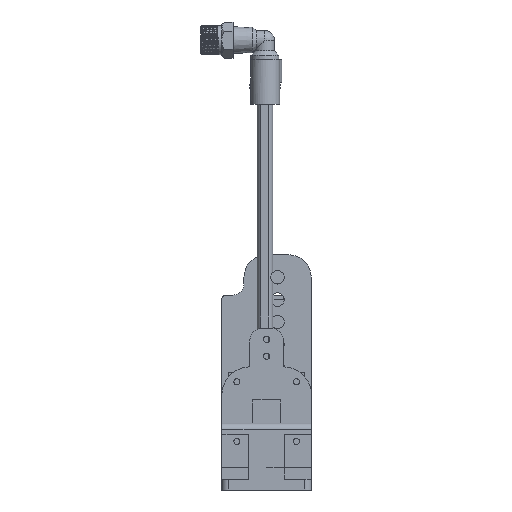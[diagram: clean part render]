
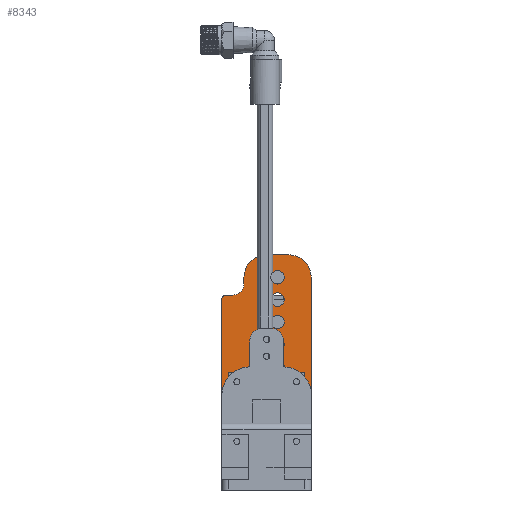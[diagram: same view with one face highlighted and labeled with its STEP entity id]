
A CAD part, left-side view. The second image highlights one B-rep face of the part: STEP entity #8343.
In plain terms, the highlighted face is planar.
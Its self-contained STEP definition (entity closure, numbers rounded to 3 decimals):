
#512=FACE_BOUND('',#1680,.T.);
#513=FACE_BOUND('',#1681,.T.);
#514=FACE_BOUND('',#1682,.T.);
#515=FACE_BOUND('',#1683,.T.);
#516=FACE_BOUND('',#1684,.T.);
#742=PLANE('',#9183);
#1080=FACE_OUTER_BOUND('',#1679,.T.);
#1679=EDGE_LOOP('',(#7063,#7064,#7065,#7066,#7067,#7068,#7069,#7070,#7071,
#7072,#7073,#7074,#7075,#7076));
#1680=EDGE_LOOP('',(#7077));
#1681=EDGE_LOOP('',(#7078));
#1682=EDGE_LOOP('',(#7079));
#1683=EDGE_LOOP('',(#7080));
#1684=EDGE_LOOP('',(#7081));
#2388=LINE('',#14165,#3047);
#2394=LINE('',#14180,#3053);
#2398=LINE('',#14191,#3057);
#2402=LINE('',#14200,#3061);
#2406=LINE('',#14210,#3065);
#2411=LINE('',#14229,#3070);
#2412=LINE('',#14231,#3071);
#2413=LINE('',#14235,#3072);
#2414=LINE('',#14239,#3073);
#2415=LINE('',#14241,#3074);
#3047=VECTOR('',#10976,10.);
#3053=VECTOR('',#10990,10.);
#3057=VECTOR('',#11000,10.);
#3061=VECTOR('',#11008,10.);
#3065=VECTOR('',#11016,10.);
#3070=VECTOR('',#11039,10.);
#3071=VECTOR('',#11040,10.);
#3072=VECTOR('',#11043,10.);
#3073=VECTOR('',#11046,10.);
#3074=VECTOR('',#11049,10.);
#3471=CIRCLE('',#9165,2.);
#3476=CIRCLE('',#9176,3.05);
#3477=CIRCLE('',#9178,3.05);
#3478=CIRCLE('',#9180,3.05);
#3479=CIRCLE('',#9182,3.05);
#3480=CIRCLE('',#9184,10.);
#3481=CIRCLE('',#9185,10.);
#3482=CIRCLE('',#9186,5.);
#3483=CIRCLE('',#9187,3.05);
#4124=VERTEX_POINT('',#14162);
#4125=VERTEX_POINT('',#14164);
#4126=VERTEX_POINT('',#14168);
#4130=VERTEX_POINT('',#14178);
#4133=VERTEX_POINT('',#14188);
#4134=VERTEX_POINT('',#14190);
#4137=VERTEX_POINT('',#14198);
#4141=VERTEX_POINT('',#14208);
#4142=VERTEX_POINT('',#14212);
#4143=VERTEX_POINT('',#14216);
#4144=VERTEX_POINT('',#14220);
#4145=VERTEX_POINT('',#14224);
#4146=VERTEX_POINT('',#14228);
#4147=VERTEX_POINT('',#14230);
#4148=VERTEX_POINT('',#14232);
#4149=VERTEX_POINT('',#14234);
#4150=VERTEX_POINT('',#14236);
#4151=VERTEX_POINT('',#14238);
#4152=VERTEX_POINT('',#14242);
#5131=EDGE_CURVE('',#4125,#4124,#2388,.T.);
#5134=EDGE_CURVE('',#4124,#4126,#3471,.T.);
#5139=EDGE_CURVE('',#4130,#4126,#2394,.T.);
#5144=EDGE_CURVE('',#4134,#4133,#2398,.T.);
#5149=EDGE_CURVE('',#4137,#4133,#2402,.T.);
#5154=EDGE_CURVE('',#4137,#4141,#2406,.T.);
#5156=EDGE_CURVE('',#4142,#4142,#3476,.T.);
#5158=EDGE_CURVE('',#4143,#4143,#3477,.T.);
#5160=EDGE_CURVE('',#4144,#4144,#3478,.T.);
#5162=EDGE_CURVE('',#4145,#4145,#3479,.T.);
#5163=EDGE_CURVE('',#4141,#4146,#2411,.T.);
#5164=EDGE_CURVE('',#4146,#4147,#2412,.T.);
#5165=EDGE_CURVE('',#4147,#4148,#3480,.T.);
#5166=EDGE_CURVE('',#4148,#4149,#2413,.T.);
#5167=EDGE_CURVE('',#4149,#4150,#3481,.T.);
#5168=EDGE_CURVE('',#4150,#4151,#2414,.T.);
#5169=EDGE_CURVE('',#4151,#4125,#3482,.T.);
#5170=EDGE_CURVE('',#4134,#4130,#2415,.T.);
#5171=EDGE_CURVE('',#4152,#4152,#3483,.T.);
#7063=ORIENTED_EDGE('',*,*,#5149,.F.);
#7064=ORIENTED_EDGE('',*,*,#5154,.T.);
#7065=ORIENTED_EDGE('',*,*,#5163,.T.);
#7066=ORIENTED_EDGE('',*,*,#5164,.T.);
#7067=ORIENTED_EDGE('',*,*,#5165,.T.);
#7068=ORIENTED_EDGE('',*,*,#5166,.T.);
#7069=ORIENTED_EDGE('',*,*,#5167,.T.);
#7070=ORIENTED_EDGE('',*,*,#5168,.T.);
#7071=ORIENTED_EDGE('',*,*,#5169,.T.);
#7072=ORIENTED_EDGE('',*,*,#5131,.T.);
#7073=ORIENTED_EDGE('',*,*,#5134,.T.);
#7074=ORIENTED_EDGE('',*,*,#5139,.F.);
#7075=ORIENTED_EDGE('',*,*,#5170,.F.);
#7076=ORIENTED_EDGE('',*,*,#5144,.T.);
#7077=ORIENTED_EDGE('',*,*,#5171,.T.);
#7078=ORIENTED_EDGE('',*,*,#5162,.T.);
#7079=ORIENTED_EDGE('',*,*,#5160,.T.);
#7080=ORIENTED_EDGE('',*,*,#5158,.T.);
#7081=ORIENTED_EDGE('',*,*,#5156,.T.);
#8343=ADVANCED_FACE('',(#1080,#512,#513,#514,#515,#516),#742,.T.);
#9165=AXIS2_PLACEMENT_3D('',#14170,#10981,#10982);
#9176=AXIS2_PLACEMENT_3D('',#14214,#11020,#11021);
#9178=AXIS2_PLACEMENT_3D('',#14218,#11025,#11026);
#9180=AXIS2_PLACEMENT_3D('',#14222,#11030,#11031);
#9182=AXIS2_PLACEMENT_3D('',#14226,#11035,#11036);
#9183=AXIS2_PLACEMENT_3D('',#14227,#11037,#11038);
#9184=AXIS2_PLACEMENT_3D('',#14233,#11041,#11042);
#9185=AXIS2_PLACEMENT_3D('',#14237,#11044,#11045);
#9186=AXIS2_PLACEMENT_3D('',#14240,#11047,#11048);
#9187=AXIS2_PLACEMENT_3D('',#14243,#11050,#11051);
#10976=DIRECTION('',(1.,0.,0.));
#10981=DIRECTION('center_axis',(0.,1.,0.));
#10982=DIRECTION('ref_axis',(0.,0.,1.));
#10990=DIRECTION('',(0.,0.,1.));
#11000=DIRECTION('',(0.,0.,1.));
#11008=DIRECTION('',(1.,0.,0.));
#11016=DIRECTION('',(0.,0.,-1.));
#11020=DIRECTION('center_axis',(0.,-1.,0.));
#11021=DIRECTION('ref_axis',(1.,0.,0.));
#11025=DIRECTION('center_axis',(0.,-1.,0.));
#11026=DIRECTION('ref_axis',(1.,0.,0.));
#11030=DIRECTION('center_axis',(0.,-1.,0.));
#11031=DIRECTION('ref_axis',(1.,0.,0.));
#11035=DIRECTION('center_axis',(0.,-1.,0.));
#11036=DIRECTION('ref_axis',(1.,0.,0.));
#11037=DIRECTION('center_axis',(0.,1.,0.));
#11038=DIRECTION('ref_axis',(1.,0.,0.));
#11039=DIRECTION('',(-1.,0.,0.));
#11040=DIRECTION('',(0.,0.,1.));
#11041=DIRECTION('center_axis',(0.,1.,0.));
#11042=DIRECTION('ref_axis',(0.,0.,1.));
#11043=DIRECTION('',(1.,0.,0.));
#11044=DIRECTION('center_axis',(0.,1.,0.));
#11045=DIRECTION('ref_axis',(1.,0.,0.));
#11046=DIRECTION('',(0.,0.,-1.));
#11047=DIRECTION('center_axis',(0.,-1.,0.));
#11048=DIRECTION('ref_axis',(0.,0.,-1.));
#11049=DIRECTION('',(1.,0.,0.));
#11050=DIRECTION('center_axis',(0.,-1.,0.));
#11051=DIRECTION('ref_axis',(1.,0.,0.));
#14162=CARTESIAN_POINT('',(38.,0.,82.));
#14164=CARTESIAN_POINT('',(35.,0.,82.));
#14165=CARTESIAN_POINT('',(22.25,0.,82.));
#14168=CARTESIAN_POINT('',(40.,0.,80.));
#14170=CARTESIAN_POINT('Origin',(38.,0.,80.));
#14178=CARTESIAN_POINT('',(40.,0.,7.));
#14180=CARTESIAN_POINT('',(40.,0.,38.863));
#14188=CARTESIAN_POINT('',(29.,0.,42.));
#14190=CARTESIAN_POINT('',(29.,0.,7.));
#14191=CARTESIAN_POINT('',(29.,0.,38.863));
#14198=CARTESIAN_POINT('',(11.,0.,42.));
#14200=CARTESIAN_POINT('',(13.25,0.,42.));
#14208=CARTESIAN_POINT('',(11.,0.,7.));
#14210=CARTESIAN_POINT('',(11.,0.,38.863));
#14212=CARTESIAN_POINT('',(11.95,0.,70.));
#14214=CARTESIAN_POINT('Origin',(15.,0.,70.));
#14216=CARTESIAN_POINT('',(11.95,0.,80.));
#14218=CARTESIAN_POINT('Origin',(15.,0.,80.));
#14220=CARTESIAN_POINT('',(11.95,0.,60.));
#14222=CARTESIAN_POINT('Origin',(15.,0.,60.));
#14224=CARTESIAN_POINT('',(11.95,0.,50.));
#14226=CARTESIAN_POINT('Origin',(15.,0.,50.));
#14227=CARTESIAN_POINT('Origin',(9.5,0.,28.575));
#14228=CARTESIAN_POINT('',(0.,0.,7.));
#14229=CARTESIAN_POINT('',(0.,0.,7.));
#14230=CARTESIAN_POINT('',(0.,0.,90.));
#14231=CARTESIAN_POINT('',(0.,0.,0.));
#14232=CARTESIAN_POINT('',(10.,0.,100.));
#14233=CARTESIAN_POINT('Origin',(10.,0.,90.));
#14234=CARTESIAN_POINT('',(20.,0.,100.));
#14235=CARTESIAN_POINT('',(12.88,0.,100.));
#14236=CARTESIAN_POINT('',(30.,0.,90.));
#14237=CARTESIAN_POINT('Origin',(20.,0.,90.));
#14238=CARTESIAN_POINT('',(30.,0.,87.));
#14239=CARTESIAN_POINT('',(30.,0.,109.288));
#14240=CARTESIAN_POINT('Origin',(35.,0.,87.));
#14241=CARTESIAN_POINT('',(32.,0.,7.));
#14242=CARTESIAN_POINT('',(11.95,0.,90.));
#14243=CARTESIAN_POINT('Origin',(15.,0.,90.));
